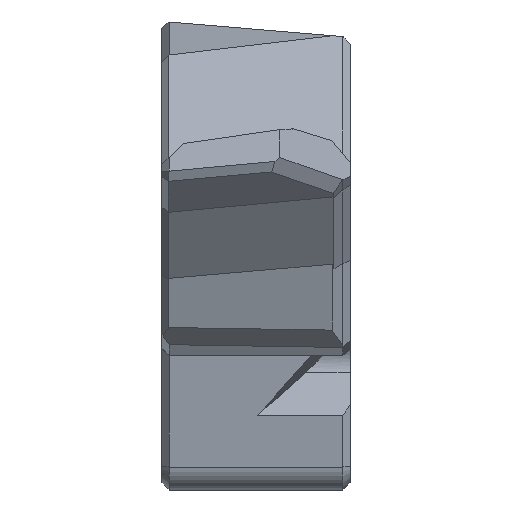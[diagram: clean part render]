
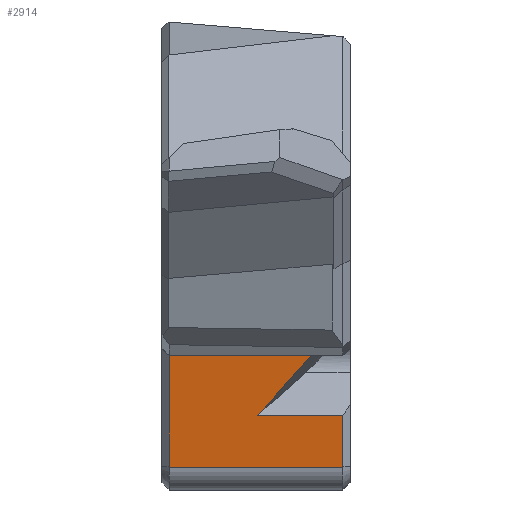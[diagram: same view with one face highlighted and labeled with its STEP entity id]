
A CAD part, left-side view. The second image highlights one B-rep face of the part: STEP entity #2914.
In plain terms, the highlighted planar face has unit normal (-0.987, 0, -0.158).
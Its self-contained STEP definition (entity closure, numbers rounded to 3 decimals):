
#16=(
BOUNDED_CURVE()
B_SPLINE_CURVE(2,(#4706,#4707,#4708),.UNSPECIFIED.,.F.,.F.)
B_SPLINE_CURVE_WITH_KNOTS((3,3),(1.002,1.576),
 .UNSPECIFIED.)
CURVE()
GEOMETRIC_REPRESENTATION_ITEM()
RATIONAL_B_SPLINE_CURVE((1.01,1.009,1.004))
REPRESENTATION_ITEM('')
);
#249=FACE_OUTER_BOUND('',#418,.T.);
#418=EDGE_LOOP('',(#2310,#2311,#2312,#2313,#2314,#2315,#2316,#2317));
#692=LINE('',#4677,#1018);
#696=LINE('',#4684,#1022);
#697=LINE('',#4687,#1023);
#700=LINE('',#4693,#1026);
#702=LINE('',#4701,#1028);
#703=LINE('',#4703,#1029);
#704=LINE('',#4705,#1030);
#1018=VECTOR('',#3725,10.);
#1022=VECTOR('',#3731,10.);
#1023=VECTOR('',#3734,10.);
#1026=VECTOR('',#3741,10.);
#1028=VECTOR('',#3745,10.);
#1029=VECTOR('',#3746,10.);
#1030=VECTOR('',#3747,10.);
#1326=VERTEX_POINT('',#4641);
#1335=VERTEX_POINT('',#4676);
#1337=VERTEX_POINT('',#4682);
#1338=VERTEX_POINT('',#4686);
#1339=VERTEX_POINT('',#4692);
#1341=VERTEX_POINT('',#4700);
#1342=VERTEX_POINT('',#4702);
#1343=VERTEX_POINT('',#4704);
#1680=EDGE_CURVE('',#1335,#1326,#692,.T.);
#1684=EDGE_CURVE('',#1337,#1326,#696,.T.);
#1685=EDGE_CURVE('',#1335,#1338,#697,.T.);
#1688=EDGE_CURVE('',#1339,#1338,#700,.T.);
#1691=EDGE_CURVE('',#1341,#1337,#702,.T.);
#1692=EDGE_CURVE('',#1342,#1341,#703,.T.);
#1693=EDGE_CURVE('',#1342,#1343,#704,.T.);
#1694=EDGE_CURVE('',#1343,#1339,#16,.T.);
#2310=ORIENTED_EDGE('',*,*,#1685,.F.);
#2311=ORIENTED_EDGE('',*,*,#1680,.T.);
#2312=ORIENTED_EDGE('',*,*,#1684,.F.);
#2313=ORIENTED_EDGE('',*,*,#1691,.F.);
#2314=ORIENTED_EDGE('',*,*,#1692,.F.);
#2315=ORIENTED_EDGE('',*,*,#1693,.T.);
#2316=ORIENTED_EDGE('',*,*,#1694,.T.);
#2317=ORIENTED_EDGE('',*,*,#1688,.T.);
#2773=PLANE('',#3158);
#2914=ADVANCED_FACE('',(#249),#2773,.F.);
#3158=AXIS2_PLACEMENT_3D('',#4699,#3743,#3744);
#3725=DIRECTION('',(0.,1.,0.));
#3731=DIRECTION('',(-0.158,0.,0.987));
#3734=DIRECTION('',(0.158,0.,-0.987));
#3741=DIRECTION('',(0.,-1.,0.));
#3743=DIRECTION('center_axis',(0.987,0.,
0.158));
#3744=DIRECTION('ref_axis',(-0.158,0.,0.987));
#3745=DIRECTION('',(0.,1.,0.));
#3746=DIRECTION('',(0.158,0.,-0.987));
#3747=DIRECTION('',(0.,1.,0.));
#4641=CARTESIAN_POINT('',(-5.451,22.101,29.608));
#4676=CARTESIAN_POINT('',(-5.451,12.5,29.608));
#4677=CARTESIAN_POINT('',(-5.451,22.476,29.608));
#4682=CARTESIAN_POINT('',(-3.985,22.101,20.46));
#4684=CARTESIAN_POINT('',(-3.058,22.101,14.679));
#4686=CARTESIAN_POINT('',(-5.183,12.5,27.939));
#4687=CARTESIAN_POINT('',(-3.058,12.5,14.679));
#4692=CARTESIAN_POINT('',(-5.183,13.055,27.939));
#4693=CARTESIAN_POINT('',(-5.183,17.275,27.939));
#4699=CARTESIAN_POINT('Origin',(-3.985,22.451,20.46));
#4700=CARTESIAN_POINT('',(-3.985,12.5,20.46));
#4701=CARTESIAN_POINT('',(-3.985,12.1,20.46));
#4702=CARTESIAN_POINT('',(-4.445,12.5,23.334));
#4703=CARTESIAN_POINT('',(-3.058,12.5,14.679));
#4704=CARTESIAN_POINT('',(-4.445,17.201,23.334));
#4705=CARTESIAN_POINT('',(-4.445,17.275,23.334));
#4706=CARTESIAN_POINT('Ctrl Pts',(-4.445,17.201,23.334));
#4707=CARTESIAN_POINT('Ctrl Pts',(-4.793,15.28,25.503));
#4708=CARTESIAN_POINT('Ctrl Pts',(-5.183,13.055,27.939));
